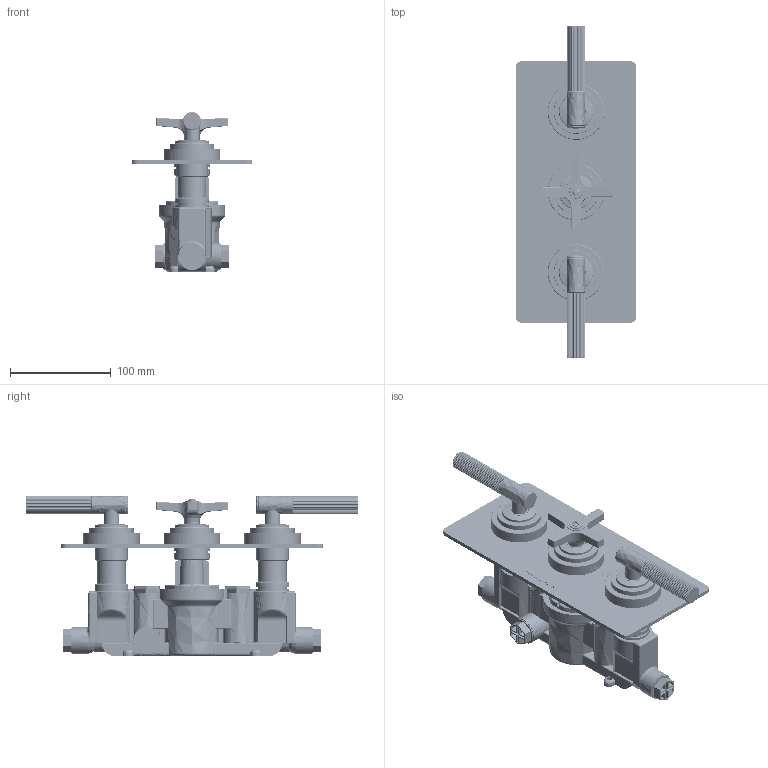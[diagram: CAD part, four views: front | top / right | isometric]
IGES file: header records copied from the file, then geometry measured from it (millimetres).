
Global section: file name: V705-TLX; native system: Autodesk Inventor 2023; preprocessor: unknown; author: adaniels; date: 20230223.155210; units: millimetre
Bounding box: 120 x 330 x 159.3 mm (x, y, z)
Volume: 693706.4 mm3; surface area: 406276.6 mm2
Topology: 94 solids, 99 shells, 4367 faces, 11871 edges, 7932 vertices
Faces by surface type: bspline 4367
